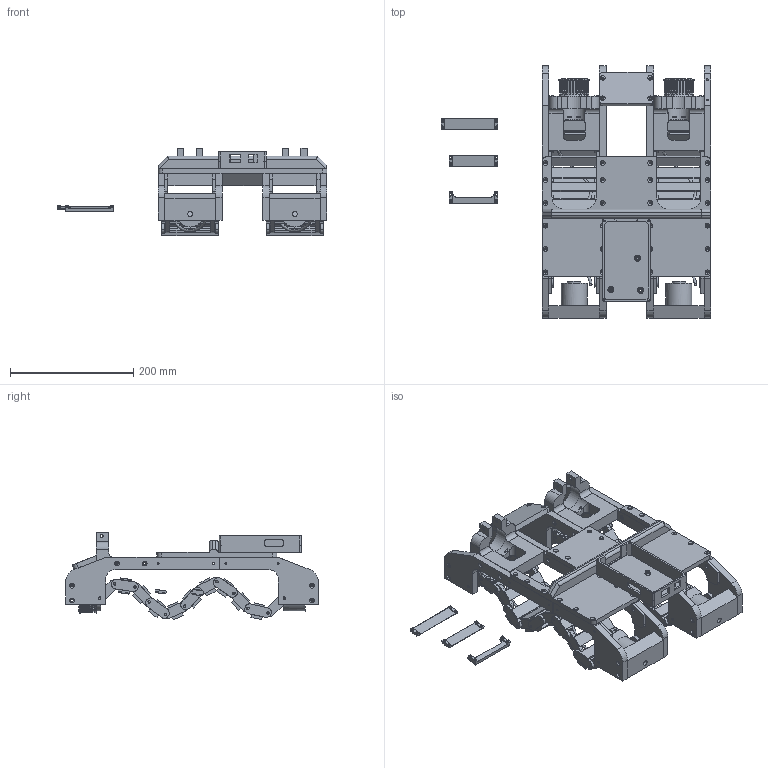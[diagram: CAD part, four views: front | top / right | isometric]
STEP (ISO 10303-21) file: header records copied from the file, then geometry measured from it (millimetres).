
FILE_DESCRIPTION(/* description */ (''),/* implementation_level */ '2;1');
FILE_NAME(/* name */ '3eef4005-58b7-435a-b6ad-02856a07d8bb.stp',/* time_stamp */ '2022-09-01T15:55:10Z',/* author */ (''),/* organization */ (''),/* preprocessor_version */ 'ST-DEVELOPER v19',/* originating_system */ 'Autodesk Translation Framework v11.7.0.108',/* authorisation */ '');
FILE_SCHEMA (('AUTOMOTIVE_DESIGN { 1 0 10303 214 3 1 1 }'));
Length unit declared in the file: millimetre
Products named in the file (16): Wavetank3; TRACK; linkage; TRACK_1; 4mm; linkage_1; linkage_mid; linkage_mid (1); linkage_mid (3); linkage_mid (4); linkage_mid (3) (1); linkage_mid (4) (1); linkage_mid (3) (1) (1); linkage_mid (4) (1) (1); linkage_mid (3) (1) (1) (1); linkage_END2
Assembly tree (26 placements, depth 4):
  Wavetank3
    TRACK
      4mm
      linkage
        linkage_mid
        linkage_mid (1)
        linkage_mid (3)
        linkage_mid (4)
        linkage_mid (3) (1)
        linkage_mid (4) (1)
        linkage_mid (3) (1) (1)
        linkage_mid (4) (1) (1)
        linkage_mid (3) (1) (1) (1)
        linkage_END2
    TRACK_1
      4mm
      linkage_1
        linkage_mid
        linkage_mid (1)
        linkage_mid (3)
        linkage_mid (4)
        linkage_mid (3) (1)
        linkage_mid (4) (1)
        linkage_mid (3) (1) (1)
        linkage_mid (4) (1) (1)
        linkage_mid (3) (1) (1) (1)
        linkage_END2
Bounding box: 438 x 410 x 142.23 mm (x, y, z)
Volume: 2173581.7 mm3; surface area: 777079.6 mm2
Topology: 114 solids, 114 shells, 1927 faces, 5064 edges, 3326 vertices
Faces by surface type: plane 1141, cylinder 664, cone 104, bspline 18
Full cylindrical faces by diameter (mm): 2.8 x69, 3.8 x96, 4 x96, 4.5 x4, 6 x2, 7 x3, 8 x2, 15 x6, 21.9 x2, 22.3 x8, 42 x4, 42.4 x2, 50 x4
Entity records: 50315 total; most frequent: CARTESIAN_POINT 10936, ORIENTED_EDGE 8164, DIRECTION 7837, EDGE_CURVE 4082, VERTEX_POINT 2682, AXIS2_PLACEMENT_3D 2621, LINE 2595, VECTOR 2595
